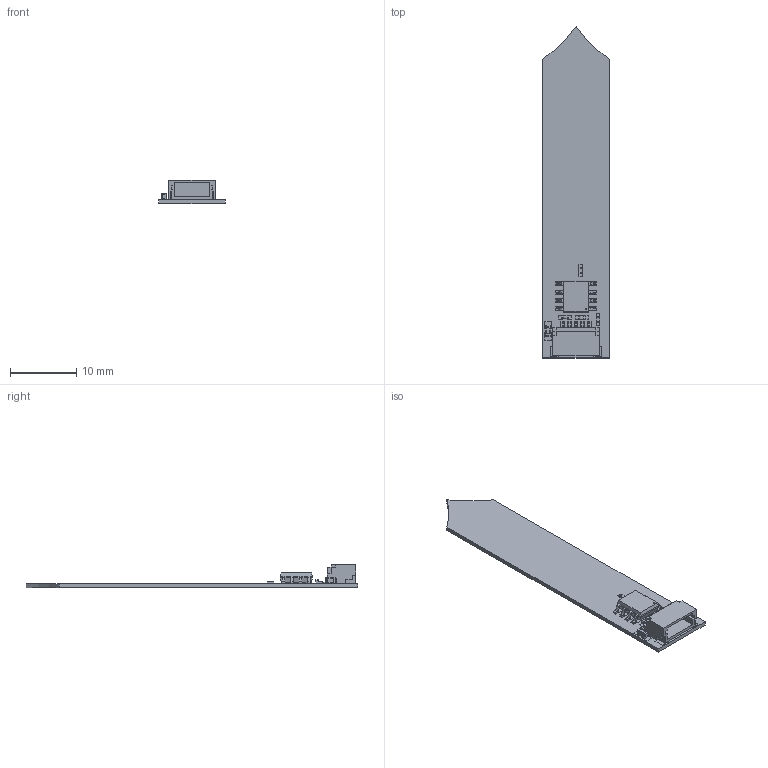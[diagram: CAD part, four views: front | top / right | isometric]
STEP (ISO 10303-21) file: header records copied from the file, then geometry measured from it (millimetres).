
FILE_DESCRIPTION(('FreeCAD Model'),'2;1');
FILE_NAME('Wireling_MOISTURE_AST1037_REV1-STEP.step','2020-08-10T14:30:34',('Author'),( ''),'Open CASCADE STEP processor 7.4','FreeCAD','Unknown');
FILE_SCHEMA(('AUTOMOTIVE_DESIGN { 1 0 10303 214 1 1 1 1 }'));
Length unit declared in the file: millimetre
Products named in the file (1): Wireling_MOISTURE_AST1037_REV1-STEP
Bounding box: 10 x 50 x 3.5 mm (x, y, z)
Volume: 360.3 mm3; surface area: 1347.5 mm2
Topology: 61 solids, 61 shells, 660 faces, 1963 edges, 1835 vertices
Faces by surface type: plane 526, cylinder 110, sphere 24
Full cylindrical faces by diameter (mm): 1 x12
Entity records: 48888 total; most frequent: CARTESIAN_POINT 8709, DIRECTION 6404, LINE 4010, VECTOR 4010, ORIENTED_EDGE 2966, PCURVE 2966, DEFINITIONAL_REPRESENTATION 2966, EDGE_CURVE 1483
